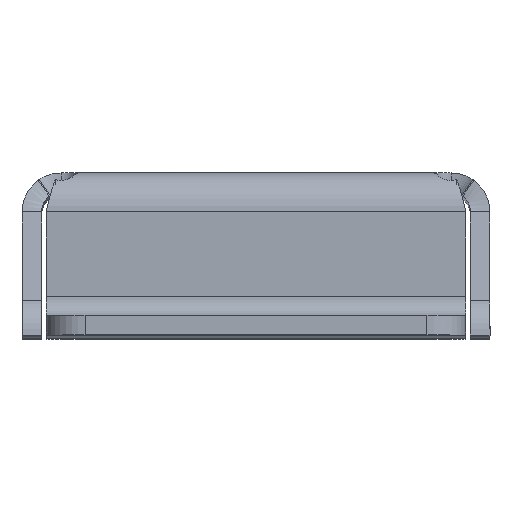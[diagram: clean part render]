
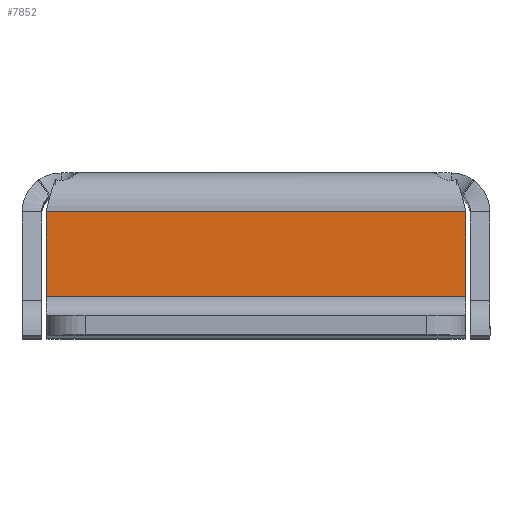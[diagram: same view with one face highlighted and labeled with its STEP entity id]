
A CAD part, top view. The second image highlights one B-rep face of the part: STEP entity #7852.
In plain terms, the highlighted planar face has unit normal (0, 0, 1).
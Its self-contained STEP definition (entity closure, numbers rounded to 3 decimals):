
#364 = CARTESIAN_POINT ( 'NONE',  ( 32.293, -19., 148.5 ) ) ;
#705 = LINE ( 'NONE', #3414, #1641 ) ;
#789 = PLANE ( 'NONE',  #2534 ) ;
#1159 = ORIENTED_EDGE ( 'NONE', *, *, #6312, .T. ) ;
#1312 = CARTESIAN_POINT ( 'NONE',  ( 0., -6., 148.5 ) ) ;
#1336 = VERTEX_POINT ( 'NONE', #364 ) ;
#1356 = DIRECTION ( 'NONE',  ( -1., 0., 0. ) ) ;
#1562 = EDGE_CURVE ( 'NONE', #3831, #1801, #5514, .T. ) ;
#1641 = VECTOR ( 'NONE', #6174, 1000. ) ;
#1801 = VERTEX_POINT ( 'NONE', #2822 ) ;
#2072 = DIRECTION ( 'NONE',  ( 0., -1., 0. ) ) ;
#2534 = AXIS2_PLACEMENT_3D ( 'NONE', #4198, #4115, #2072 ) ;
#2742 = FACE_OUTER_BOUND ( 'NONE', #5205, .T. ) ;
#2744 = LINE ( 'NONE', #1312, #4071 ) ;
#2822 = CARTESIAN_POINT ( 'NONE',  ( -32.293, -6., 148.5 ) ) ;
#3319 = VERTEX_POINT ( 'NONE', #8265 ) ;
#3414 = CARTESIAN_POINT ( 'NONE',  ( 32.293, -19., 148.5 ) ) ;
#3629 = LINE ( 'NONE', #6352, #4213 ) ;
#3831 = VERTEX_POINT ( 'NONE', #5079 ) ;
#4071 = VECTOR ( 'NONE', #1356, 1000. ) ;
#4115 = DIRECTION ( 'NONE',  ( 0., 0., 1. ) ) ;
#4169 = CARTESIAN_POINT ( 'NONE',  ( -32.293, -3., 148.5 ) ) ;
#4198 = CARTESIAN_POINT ( 'NONE',  ( 0., 0., 148.5 ) ) ;
#4213 = VECTOR ( 'NONE', #6941, 1000. ) ;
#5079 = CARTESIAN_POINT ( 'NONE',  ( -32.293, -19., 148.5 ) ) ;
#5205 = EDGE_LOOP ( 'NONE', ( #7435, #6139, #1159, #8181 ) ) ;
#5372 = EDGE_CURVE ( 'NONE', #1336, #3831, #705, .T. ) ;
#5514 = LINE ( 'NONE', #4169, #8268 ) ;
#6139 = ORIENTED_EDGE ( 'NONE', *, *, #5372, .F. ) ;
#6174 = DIRECTION ( 'NONE',  ( -1., 0., 0. ) ) ;
#6207 = EDGE_CURVE ( 'NONE', #3319, #1801, #2744, .T. ) ;
#6232 = DIRECTION ( 'NONE',  ( 0., 1., 0. ) ) ;
#6312 = EDGE_CURVE ( 'NONE', #1336, #3319, #3629, .T. ) ;
#6352 = CARTESIAN_POINT ( 'NONE',  ( 32.293, 0., 148.5 ) ) ;
#6941 = DIRECTION ( 'NONE',  ( 0., 1., 0. ) ) ;
#7435 = ORIENTED_EDGE ( 'NONE', *, *, #1562, .F. ) ;
#7852 = ADVANCED_FACE ( 'NONE', ( #2742 ), #789, .T. ) ;
#8181 = ORIENTED_EDGE ( 'NONE', *, *, #6207, .T. ) ;
#8265 = CARTESIAN_POINT ( 'NONE',  ( 32.293, -6., 148.5 ) ) ;
#8268 = VECTOR ( 'NONE', #6232, 1000. ) ;
